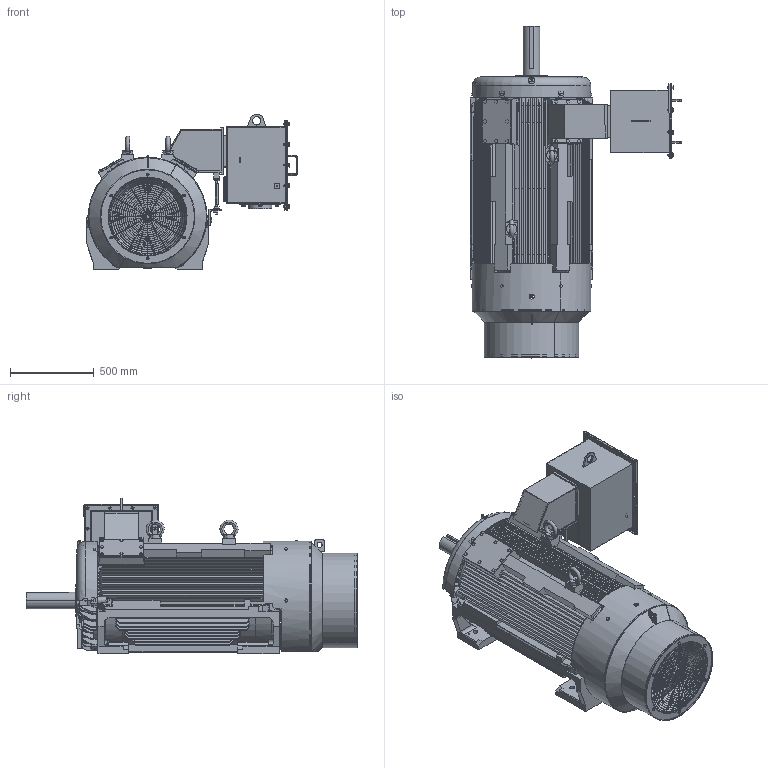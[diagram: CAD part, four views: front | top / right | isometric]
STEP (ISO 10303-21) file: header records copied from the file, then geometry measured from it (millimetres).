
FILE_DESCRIPTION(('CATIA V5 STEP Exchange'),'2;1');
FILE_NAME('3A043A043.stp','2013-12-18T06:24:39+00:00',('none'),('none'),'Unofficial Packaging Version','CATIA V5 STEP AP203','none');
FILE_SCHEMA(('CONFIG_CONTROL_DESIGN'));
Products named in the file (1): #14
Bounding box: 1258.23 x 1976.05 x 927.42 mm (x, y, z)
Volume: 379947691 mm3; surface area: 18837154.1 mm2
Topology: 64 solids, 108 shells, 5316 faces, 14435 edges, 9483 vertices
Faces by surface type: plane 2832, cylinder 1105, torus 795, cone 500, bspline 48, sphere 34, extrusion 2
Entity records: 168212 total; most frequent: CARTESIAN_POINT 51879, ORIENTED_EDGE 28802, DIRECTION 16031, EDGE_CURVE 14401, VERTEX_POINT 9473, VECTOR 6982, LINE 6980, AXIS2_PLACEMENT_3D 6478
